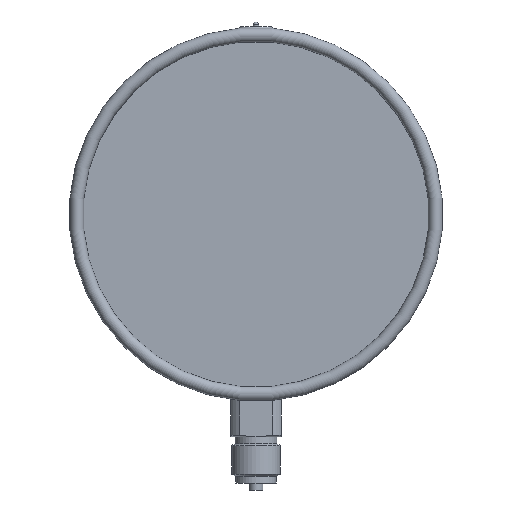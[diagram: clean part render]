
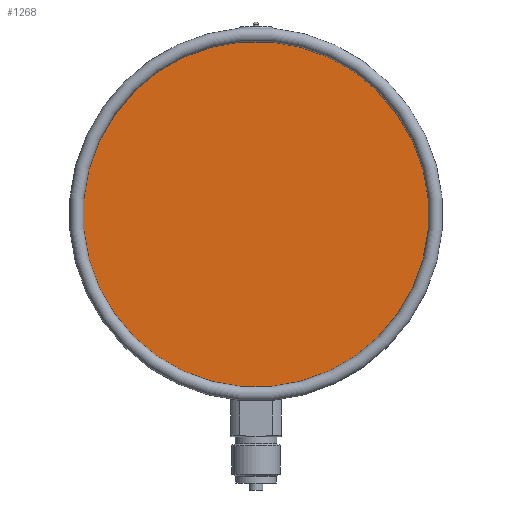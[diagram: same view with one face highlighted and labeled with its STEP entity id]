
A CAD part, front view. The second image highlights one B-rep face of the part: STEP entity #1268.
In plain terms, the highlighted planar face has unit normal (0, -1, 0).
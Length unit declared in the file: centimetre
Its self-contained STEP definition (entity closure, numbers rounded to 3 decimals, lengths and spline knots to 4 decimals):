
#239=FACE_OUTER_BOUND('',#335,.T.);
#335=EDGE_LOOP('',(#867));
#461=CIRCLE('',#1378,7.465);
#573=VERTEX_POINT('',#2563);
#692=EDGE_CURVE('',#573,#573,#461,.T.);
#867=ORIENTED_EDGE('',*,*,#692,.F.);
#1143=PLANE('',#1377);
#1268=ADVANCED_FACE('',(#239),#1143,.T.);
#1377=AXIS2_PLACEMENT_3D('',#2562,#1608,#1609);
#1378=AXIS2_PLACEMENT_3D('',#2564,#1610,#1611);
#1608=DIRECTION('center_axis',(0.,-1.,0.));
#1609=DIRECTION('ref_axis',(-1.,0.,0.));
#1610=DIRECTION('center_axis',(0.,1.,0.));
#1611=DIRECTION('ref_axis',(-0.707,0.,0.707));
#2562=CARTESIAN_POINT('Origin',(0.,-4.7,0.));
#2563=CARTESIAN_POINT('',(-5.2786,-4.7,5.2786));
#2564=CARTESIAN_POINT('Origin',(0.,-4.7,0.));
